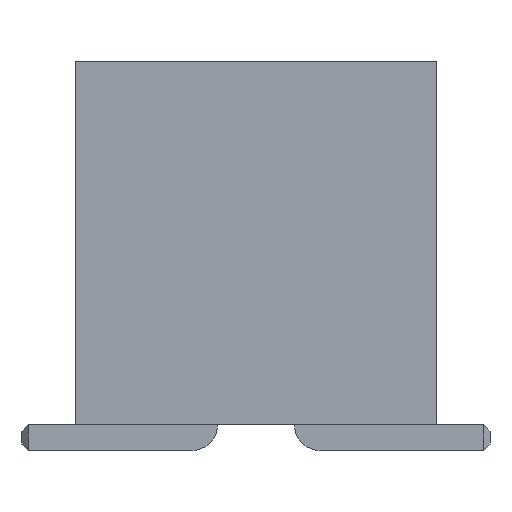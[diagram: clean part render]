
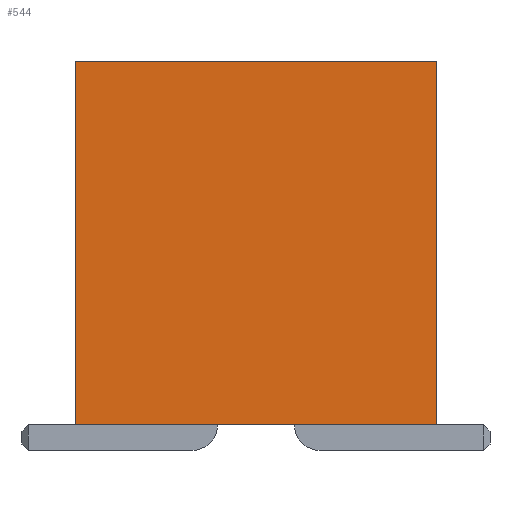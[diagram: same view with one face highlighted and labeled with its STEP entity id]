
A CAD part, front view. The second image highlights one B-rep face of the part: STEP entity #544.
In plain terms, the highlighted planar face has unit normal (0, -1, 0).
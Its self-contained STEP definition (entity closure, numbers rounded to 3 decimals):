
#24 = VERTEX_POINT('',#25);
#25 = CARTESIAN_POINT('',(-4.475,-8.89,9.64));
#31 = EDGE_CURVE('',#24,#32,#34,.T.);
#32 = VERTEX_POINT('',#33);
#33 = CARTESIAN_POINT('',(4.475,-8.89,9.64));
#34 = LINE('',#35,#36);
#35 = CARTESIAN_POINT('',(-4.475,-8.89,9.64));
#36 = VECTOR('',#37,1.);
#37 = DIRECTION('',(1.,0.,0.));
#165 = EDGE_CURVE('',#166,#24,#168,.T.);
#166 = VERTEX_POINT('',#167);
#167 = CARTESIAN_POINT('',(-4.475,-8.89,0.64));
#168 = LINE('',#169,#170);
#169 = CARTESIAN_POINT('',(-4.475,-8.89,0.64));
#170 = VECTOR('',#171,1.);
#171 = DIRECTION('',(0.,0.,1.));
#460 = EDGE_CURVE('',#461,#32,#463,.T.);
#461 = VERTEX_POINT('',#462);
#462 = CARTESIAN_POINT('',(4.475,-8.89,0.64));
#463 = LINE('',#464,#465);
#464 = CARTESIAN_POINT('',(4.475,-8.89,0.64));
#465 = VECTOR('',#466,1.);
#466 = DIRECTION('',(0.,0.,1.));
#544 = ADVANCED_FACE('',(#545),#556,.F.);
#545 = FACE_BOUND('',#546,.T.);
#546 = EDGE_LOOP('',(#547,#548,#554,#555));
#547 = ORIENTED_EDGE('',*,*,#165,.F.);
#548 = ORIENTED_EDGE('',*,*,#549,.T.);
#549 = EDGE_CURVE('',#166,#461,#550,.T.);
#550 = LINE('',#551,#552);
#551 = CARTESIAN_POINT('',(-4.475,-8.89,0.64));
#552 = VECTOR('',#553,1.);
#553 = DIRECTION('',(1.,0.,0.));
#554 = ORIENTED_EDGE('',*,*,#460,.T.);
#555 = ORIENTED_EDGE('',*,*,#31,.F.);
#556 = PLANE('',#557);
#557 = AXIS2_PLACEMENT_3D('',#558,#559,#560);
#558 = CARTESIAN_POINT('',(-4.475,-8.89,0.64));
#559 = DIRECTION('',(0.,1.,0.));
#560 = DIRECTION('',(1.,0.,0.));
